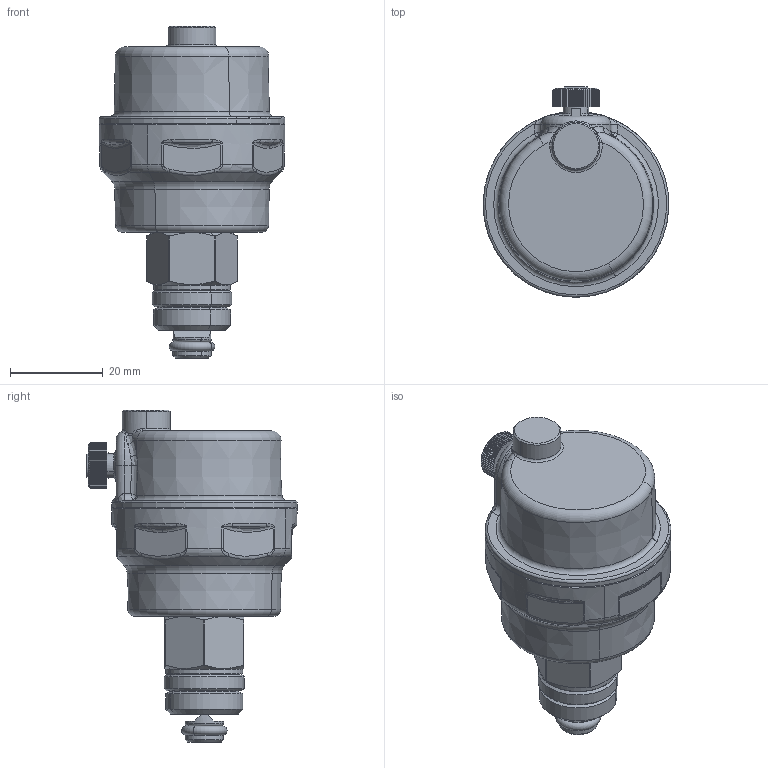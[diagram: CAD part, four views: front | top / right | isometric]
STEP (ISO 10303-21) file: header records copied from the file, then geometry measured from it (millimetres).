
FILE_DESCRIPTION(('CATIA V5 STEP Exchange'),'2;1');
FILE_NAME('502530 - TST.stp','2016-01-07T12:39:08+00:00',('none'),('none'),'Version 5-6 Release 2012','CATIA V5 STEP AP203','none');
FILE_SCHEMA(('CONFIG_CONTROL_DESIGN'));
Length unit declared in the file: millimetre
Products named in the file (1): 502530
Bounding box: 39.99 x 45.29 x 71.5 mm (x, y, z)
Volume: 45549.1 mm3; surface area: 8712.6 mm2
Topology: 2 solids, 2 shells, 532 faces, 1418 edges, 902 vertices
Faces by surface type: plane 189, cylinder 169, bspline 81, cone 49, torus 44
Entity records: 20632 total; most frequent: CARTESIAN_POINT 9026, ORIENTED_EDGE 2832, DIRECTION 1642, EDGE_CURVE 1416, VERTEX_POINT 902, AXIS2_PLACEMENT_3D 793, EDGE_LOOP 548, VECTOR 541
